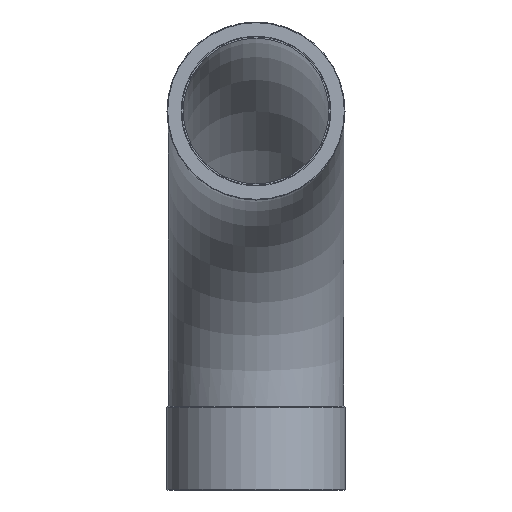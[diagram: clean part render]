
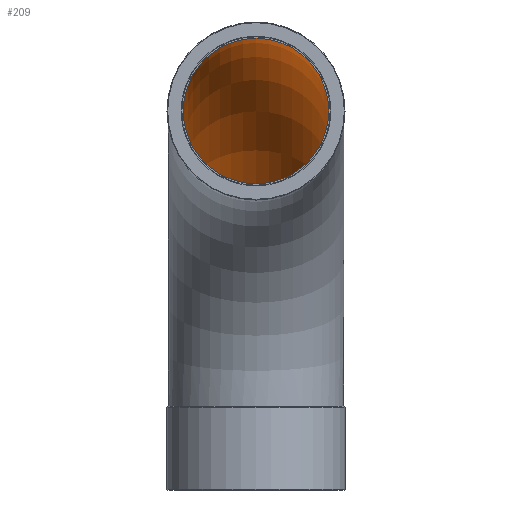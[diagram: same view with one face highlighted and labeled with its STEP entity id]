
A CAD part, left-side view. The second image highlights one B-rep face of the part: STEP entity #209.
In plain terms, the highlighted toroidal (fillet/blend) face has major radius 220 mm and minor radius 54 mm.
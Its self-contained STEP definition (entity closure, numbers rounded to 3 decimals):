
#41=FACE_BOUND('',#92,.T.);
#59=FACE_OUTER_BOUND('',#91,.T.);
#91=EDGE_LOOP('',(#179));
#92=EDGE_LOOP('',(#180));
#113=CIRCLE('',#244,54.);
#114=CIRCLE('',#245,54.);
#131=VERTEX_POINT('',#625);
#132=VERTEX_POINT('',#627);
#149=EDGE_CURVE('',#131,#131,#113,.T.);
#150=EDGE_CURVE('',#132,#132,#114,.T.);
#179=ORIENTED_EDGE('',*,*,#149,.F.);
#180=ORIENTED_EDGE('',*,*,#150,.F.);
#193=TOROIDAL_SURFACE('',#243,220.,54.);
#209=ADVANCED_FACE('',(#59,#41),#193,.F.);
#243=AXIS2_PLACEMENT_3D('',#624,#307,#308);
#244=AXIS2_PLACEMENT_3D('',#626,#309,#310);
#245=AXIS2_PLACEMENT_3D('',#628,#311,#312);
#307=DIRECTION('center_axis',(0.,1.,0.));
#308=DIRECTION('ref_axis',(0.,0.,1.));
#309=DIRECTION('center_axis',(0.,0.,1.));
#310=DIRECTION('ref_axis',(-1.,0.,0.));
#311=DIRECTION('center_axis',(1.,0.,0.));
#312=DIRECTION('ref_axis',(0.,0.,1.));
#624=CARTESIAN_POINT('Origin',(-220.,0.,61.));
#625=CARTESIAN_POINT('',(54.,0.,61.));
#626=CARTESIAN_POINT('Origin',(0.,0.,61.));
#627=CARTESIAN_POINT('',(-220.,0.,335.));
#628=CARTESIAN_POINT('Origin',(-220.,0.,281.));
